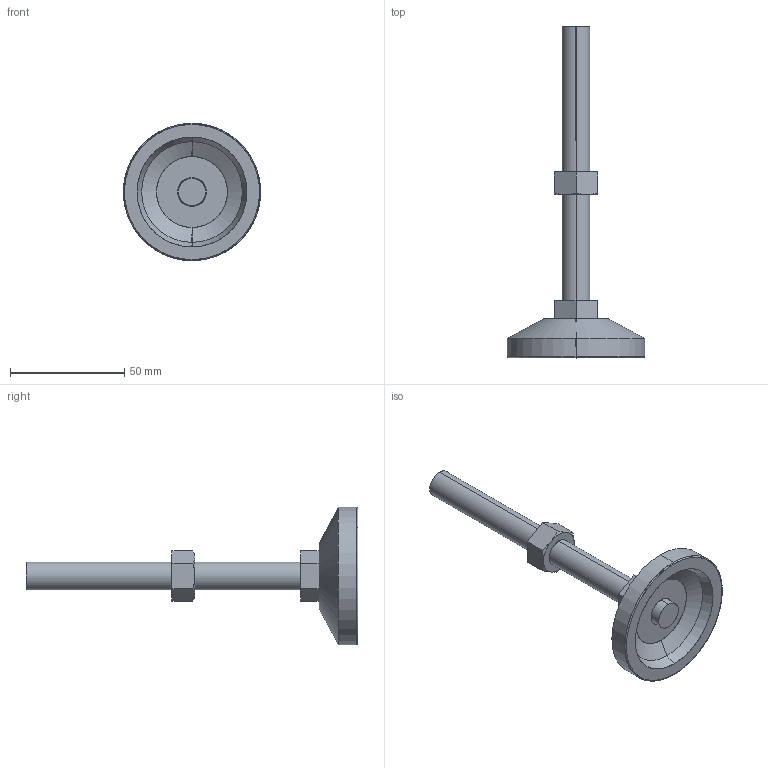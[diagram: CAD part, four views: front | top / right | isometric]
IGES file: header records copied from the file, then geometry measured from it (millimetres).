
Start section: SolidWorks IGES file using analytic representation for surfaces
Global section: file name: KC-275-B-7.IGS,15; native system: HSolidWorks 2007; preprocessor: SolidWorks 2007; author: 8sw; date: 090728.113247; units: millimetre
Bounding box: 60 x 145 x 60 mm (x, y, z)
Surface area: 15891.1 mm2 (no closed solid volume)
Topology: 0 solids, 0 shells, 87 faces, 962 edges, 962 vertices
Faces by surface type: revolution 64, bspline 23
